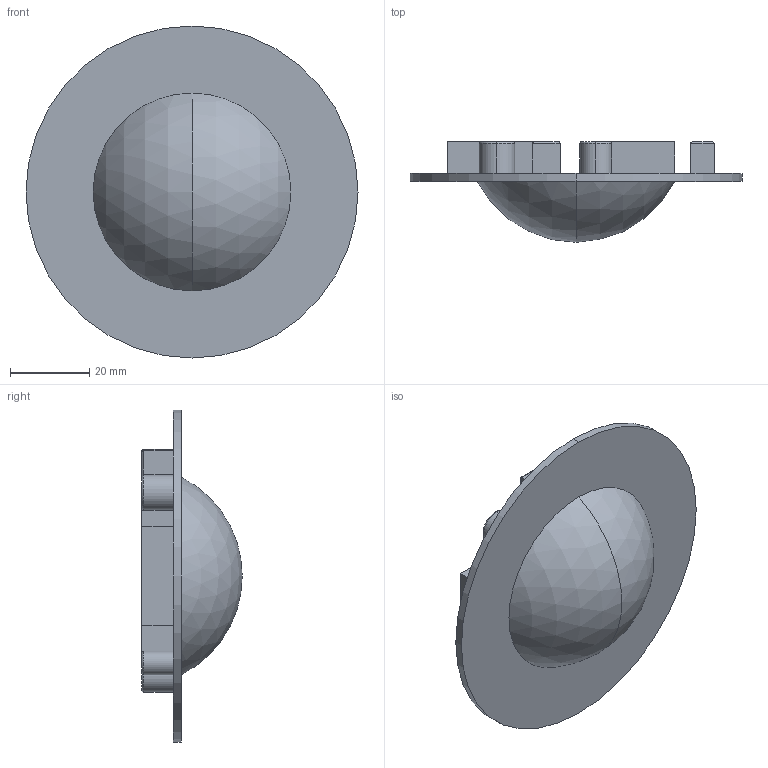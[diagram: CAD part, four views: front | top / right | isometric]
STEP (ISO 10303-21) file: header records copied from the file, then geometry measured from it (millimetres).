
FILE_DESCRIPTION (( 'STEP AP214' ), '1' );
FILE_NAME ('PCB.STEP', '2020-07-30T19:06:26', ( '' ), ( '' ), 'SwSTEP 2.0', 'SolidWorks 2018', '' );
FILE_SCHEMA (( 'AUTOMOTIVE_DESIGN' ));
Length unit declared in the file: millimetre
Products named in the file (1): PCB
Bounding box: 84 x 25.41 x 84 mm (x, y, z)
Volume: 41738.1 mm3; surface area: 15599.5 mm2
Topology: 1 solids, 1 shells, 59 faces, 126 edges, 79 vertices
Faces by surface type: plane 31, cylinder 18, torus 8, sphere 2
Entity records: 1658 total; most frequent: CARTESIAN_POINT 289, DIRECTION 278, ORIENTED_EDGE 252, EDGE_CURVE 126, AXIS2_PLACEMENT_3D 100, VERTEX_POINT 79, LINE 78, VECTOR 78
